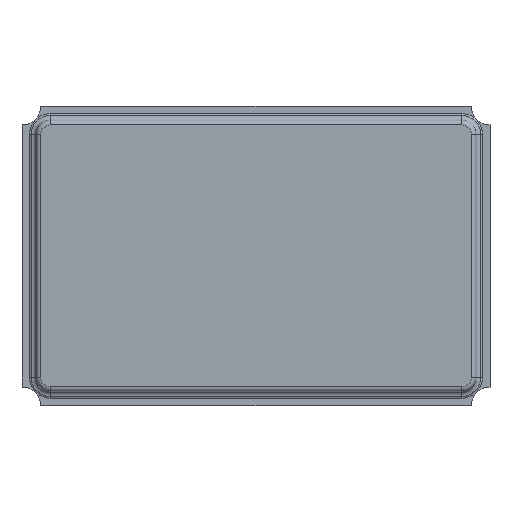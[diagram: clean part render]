
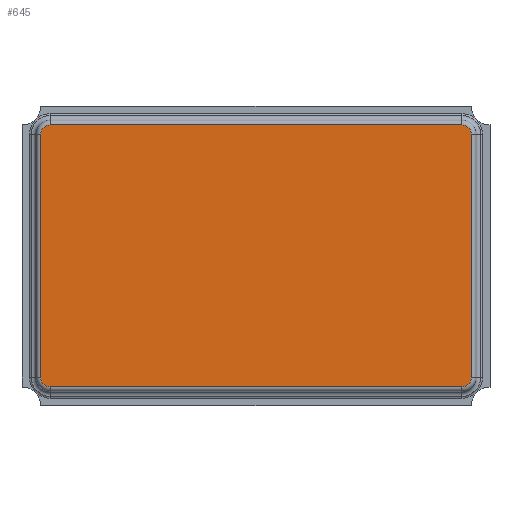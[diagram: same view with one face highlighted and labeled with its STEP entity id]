
A CAD part, top view. The second image highlights one B-rep face of the part: STEP entity #645.
In plain terms, the highlighted planar face has unit normal (0, 0, 1).
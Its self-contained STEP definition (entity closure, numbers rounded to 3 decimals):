
#9 = ORIENTED_EDGE ( 'NONE', *, *, #6275, .T. ) ;
#43 = CIRCLE ( 'NONE', #3664, 0.1 ) ;
#123 = DIRECTION ( 'NONE',  ( 0., 0., 1. ) ) ;
#311 = EDGE_CURVE ( 'NONE', #390, #1785, #3236, .T. ) ;
#348 = DIRECTION ( 'NONE',  ( 1., 0., 0. ) ) ;
#390 = VERTEX_POINT ( 'NONE', #5129 ) ;
#453 = EDGE_CURVE ( 'NONE', #3784, #3972, #43, .T. ) ;
#645 = ADVANCED_FACE ( 'NONE', ( #4444 ), #3614, .T. ) ;
#715 = DIRECTION ( 'NONE',  ( 0., 0., 1. ) ) ;
#747 = ORIENTED_EDGE ( 'NONE', *, *, #2225, .T. ) ;
#822 = CARTESIAN_POINT ( 'NONE',  ( 2.3, 1.3, 0.8 ) ) ;
#1047 = AXIS2_PLACEMENT_3D ( 'NONE', #1239, #4739, #1736 ) ;
#1239 = CARTESIAN_POINT ( 'NONE',  ( -2.2, 1.3, 0.8 ) ) ;
#1260 = ORIENTED_EDGE ( 'NONE', *, *, #311, .T. ) ;
#1305 = DIRECTION ( 'NONE',  ( 0., 1., 0. ) ) ;
#1366 = CARTESIAN_POINT ( 'NONE',  ( -2.3, -1.3, 0.8 ) ) ;
#1393 = DIRECTION ( 'NONE',  ( 0., 0., 1. ) ) ;
#1456 = CARTESIAN_POINT ( 'NONE',  ( -2.2, -1.3, 0.8 ) ) ;
#1465 = AXIS2_PLACEMENT_3D ( 'NONE', #4290, #4453, #4436 ) ;
#1674 = VERTEX_POINT ( 'NONE', #5735 ) ;
#1736 = DIRECTION ( 'NONE',  ( 1., 0., 0. ) ) ;
#1785 = VERTEX_POINT ( 'NONE', #2933 ) ;
#1954 = ORIENTED_EDGE ( 'NONE', *, *, #4357, .T. ) ;
#1957 = CARTESIAN_POINT ( 'NONE',  ( -2.2, -1.4, 0.8 ) ) ;
#1980 = CIRCLE ( 'NONE', #1047, 0.1 ) ;
#2029 = LINE ( 'NONE', #822, #5825 ) ;
#2225 = EDGE_CURVE ( 'NONE', #3366, #2795, #6213, .T. ) ;
#2267 = LINE ( 'NONE', #4395, #6056 ) ;
#2406 = ORIENTED_EDGE ( 'NONE', *, *, #5214, .T. ) ;
#2746 = CARTESIAN_POINT ( 'NONE',  ( -2.2, 1.4, 0.8 ) ) ;
#2772 = DIRECTION ( 'NONE',  ( -1., 0., 0. ) ) ;
#2795 = VERTEX_POINT ( 'NONE', #2746 ) ;
#2933 = CARTESIAN_POINT ( 'NONE',  ( 2.3, -1.3, 0.8 ) ) ;
#3110 = CARTESIAN_POINT ( 'NONE',  ( 2.2, 1.4, 0.8 ) ) ;
#3159 = EDGE_CURVE ( 'NONE', #3972, #390, #2267, .T. ) ;
#3236 = CIRCLE ( 'NONE', #1465, 0.1 ) ;
#3366 = VERTEX_POINT ( 'NONE', #3110 ) ;
#3435 = LINE ( 'NONE', #5448, #4711 ) ;
#3458 = ORIENTED_EDGE ( 'NONE', *, *, #453, .T. ) ;
#3614 = PLANE ( 'NONE',  #6063 ) ;
#3637 = VECTOR ( 'NONE', #2772, 1000. ) ;
#3664 = AXIS2_PLACEMENT_3D ( 'NONE', #1456, #123, #4475 ) ;
#3736 = CARTESIAN_POINT ( 'NONE',  ( 2.2, 1.3, 0.8 ) ) ;
#3784 = VERTEX_POINT ( 'NONE', #1366 ) ;
#3885 = CIRCLE ( 'NONE', #4609, 0.1 ) ;
#3960 = ORIENTED_EDGE ( 'NONE', *, *, #3159, .T. ) ;
#3972 = VERTEX_POINT ( 'NONE', #1957 ) ;
#4216 = CARTESIAN_POINT ( 'NONE',  ( -2.2, 1.4, 0.8 ) ) ;
#4224 = DIRECTION ( 'NONE',  ( 1., 0., 0. ) ) ;
#4290 = CARTESIAN_POINT ( 'NONE',  ( 2.2, -1.3, 0.8 ) ) ;
#4357 = EDGE_CURVE ( 'NONE', #2795, #4423, #1980, .T. ) ;
#4395 = CARTESIAN_POINT ( 'NONE',  ( 2.2, -1.4, 0.8 ) ) ;
#4423 = VERTEX_POINT ( 'NONE', #5712 ) ;
#4436 = DIRECTION ( 'NONE',  ( 1., 0., 0. ) ) ;
#4444 = FACE_OUTER_BOUND ( 'NONE', #6152, .T. ) ;
#4453 = DIRECTION ( 'NONE',  ( 0., 0., 1. ) ) ;
#4475 = DIRECTION ( 'NONE',  ( 1., 0., 0. ) ) ;
#4609 = AXIS2_PLACEMENT_3D ( 'NONE', #3736, #715, #4224 ) ;
#4711 = VECTOR ( 'NONE', #5948, 1000. ) ;
#4739 = DIRECTION ( 'NONE',  ( 0., 0., 1. ) ) ;
#4753 = EDGE_CURVE ( 'NONE', #1674, #3366, #3885, .T. ) ;
#4872 = DIRECTION ( 'NONE',  ( 1., 0., 0. ) ) ;
#5129 = CARTESIAN_POINT ( 'NONE',  ( 2.2, -1.4, 0.8 ) ) ;
#5214 = EDGE_CURVE ( 'NONE', #4423, #3784, #3435, .T. ) ;
#5448 = CARTESIAN_POINT ( 'NONE',  ( -2.3, -1.3, 0.8 ) ) ;
#5712 = CARTESIAN_POINT ( 'NONE',  ( -2.3, 1.3, 0.8 ) ) ;
#5735 = CARTESIAN_POINT ( 'NONE',  ( 2.3, 1.3, 0.8 ) ) ;
#5825 = VECTOR ( 'NONE', #1305, 1000. ) ;
#5948 = DIRECTION ( 'NONE',  ( 0., -1., 0. ) ) ;
#6029 = CARTESIAN_POINT ( 'NONE',  ( -2.2, -1.3, 0.8 ) ) ;
#6056 = VECTOR ( 'NONE', #4872, 1000. ) ;
#6063 = AXIS2_PLACEMENT_3D ( 'NONE', #6029, #1393, #348 ) ;
#6152 = EDGE_LOOP ( 'NONE', ( #1954, #2406, #3458, #3960, #1260, #9, #6567, #747 ) ) ;
#6213 = LINE ( 'NONE', #4216, #3637 ) ;
#6275 = EDGE_CURVE ( 'NONE', #1785, #1674, #2029, .T. ) ;
#6567 = ORIENTED_EDGE ( 'NONE', *, *, #4753, .T. ) ;
